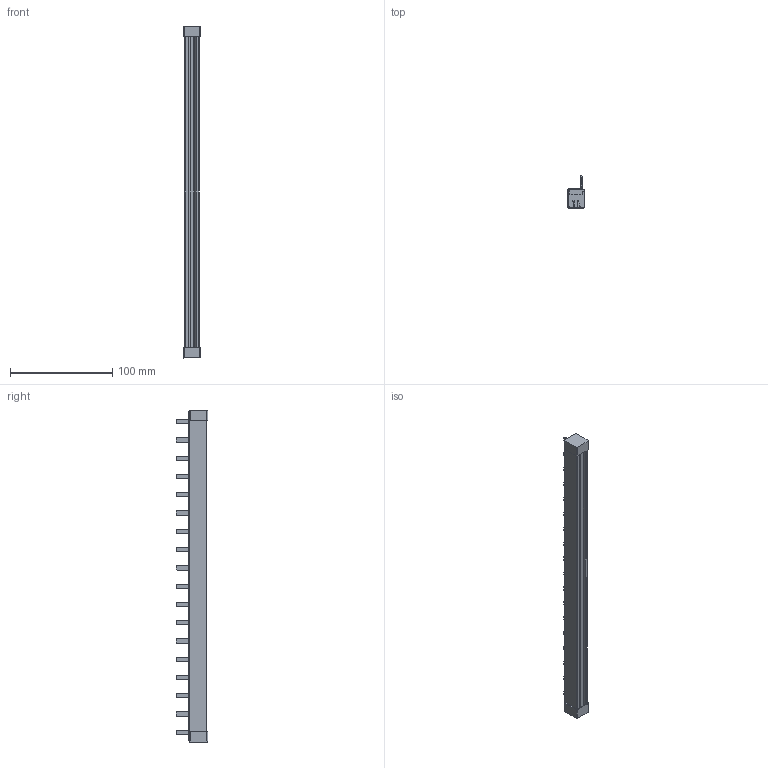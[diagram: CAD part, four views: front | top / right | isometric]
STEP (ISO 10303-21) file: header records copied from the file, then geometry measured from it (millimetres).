
FILE_DESCRIPTION (( 'STEP AP203' ), '1' );
FILE_NAME ('Trifaze Müþterek W Otomat Barasý - 6 Modül -- ONKA - 3052.STEP', '2020-08-19T05:58:04', ( '' ), ( '' ), 'SwSTEP 2.0', 'SolidWorks 2011', '' );
FILE_SCHEMA (( 'CONFIG_CONTROL_DESIGN' ));
Length unit declared in the file: millimetre
Products named in the file (1): Trifaze Müþterek W Otomat Barasý - 6 Modül -- ONKA - 3052
Bounding box: 16.4 x 30.75 x 324 mm (x, y, z)
Volume: 60043.6 mm3; surface area: 44029.8 mm2
Topology: 1 solids, 1 shells, 1062 faces, 3162 edges, 2096 vertices
Faces by surface type: plane 944, cylinder 118
Entity records: 35195 total; most frequent: ORIENTED_EDGE 6324, CARTESIAN_POINT 6321, DIRECTION 5564, EDGE_CURVE 3162, LINE 2886, VECTOR 2886, VERTEX_POINT 2096, AXIS2_PLACEMENT_3D 1339
